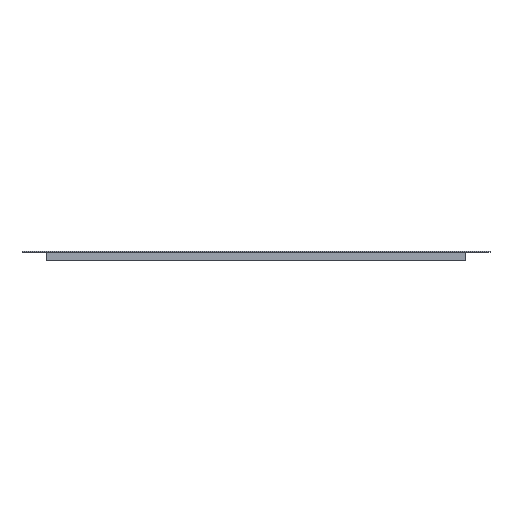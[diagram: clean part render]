
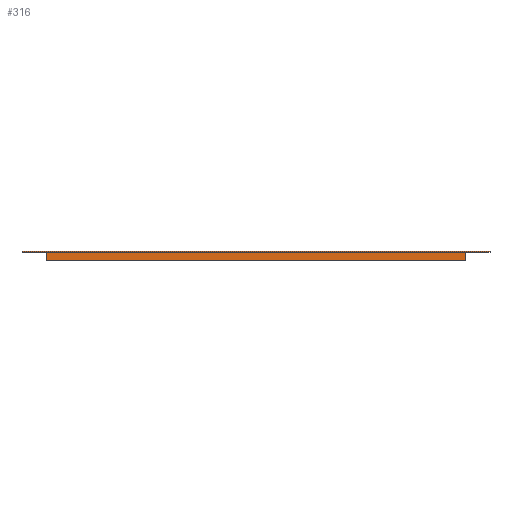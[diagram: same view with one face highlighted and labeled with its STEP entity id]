
A CAD part, front view. The second image highlights one B-rep face of the part: STEP entity #316.
In plain terms, the highlighted planar face has unit normal (0, -1, 0).
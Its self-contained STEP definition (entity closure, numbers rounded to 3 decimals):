
#7 = ORIENTED_EDGE ( 'NONE', *, *, #639, .T. ) ;
#20 = CARTESIAN_POINT ( 'NONE',  ( -365., -250., 1.5 ) ) ;
#25 = LINE ( 'NONE', #820, #1102 ) ;
#52 = CARTESIAN_POINT ( 'NONE',  ( 365., -250., 1.5 ) ) ;
#66 = EDGE_CURVE ( 'NONE', #739, #659, #1017, .T. ) ;
#75 = EDGE_CURVE ( 'NONE', #847, #739, #879, .T. ) ;
#76 = DIRECTION ( 'NONE',  ( -1., 0., 0. ) ) ;
#91 = CARTESIAN_POINT ( 'NONE',  ( -365., -250., 1.5 ) ) ;
#118 = EDGE_CURVE ( 'NONE', #193, #1131, #433, .T. ) ;
#150 = EDGE_CURVE ( 'NONE', #551, #659, #469, .T. ) ;
#161 = CARTESIAN_POINT ( 'NONE',  ( 365., -250., 0. ) ) ;
#163 = CARTESIAN_POINT ( 'NONE',  ( -365., -250., 1.5 ) ) ;
#172 = PLANE ( 'NONE',  #443 ) ;
#193 = VERTEX_POINT ( 'NONE', #91 ) ;
#216 = FACE_OUTER_BOUND ( 'NONE', #571, .T. ) ;
#239 = ORIENTED_EDGE ( 'NONE', *, *, #118, .F. ) ;
#240 = DIRECTION ( 'NONE',  ( 1., 0., 0. ) ) ;
#280 = VERTEX_POINT ( 'NONE', #161 ) ;
#316 = ADVANCED_FACE ( 'NONE', ( #216 ), #172, .F. ) ;
#328 = DIRECTION ( 'NONE',  ( 1., 0., 0. ) ) ;
#374 = DIRECTION ( 'NONE',  ( 0., 0., 1. ) ) ;
#407 = CARTESIAN_POINT ( 'NONE',  ( -365., -250., 0. ) ) ;
#414 = CARTESIAN_POINT ( 'NONE',  ( 327., -250., -13.5 ) ) ;
#427 = DIRECTION ( 'NONE',  ( 0., 0., -1. ) ) ;
#433 = LINE ( 'NONE', #20, #478 ) ;
#443 = AXIS2_PLACEMENT_3D ( 'NONE', #163, #1081, #76 ) ;
#459 = DIRECTION ( 'NONE',  ( -1., 0., 0. ) ) ;
#469 = LINE ( 'NONE', #1161, #1074 ) ;
#478 = VECTOR ( 'NONE', #240, 1000. ) ;
#498 = CARTESIAN_POINT ( 'NONE',  ( 327., -250., -13.5 ) ) ;
#502 = DIRECTION ( 'NONE',  ( 0., 0., 1. ) ) ;
#531 = CARTESIAN_POINT ( 'NONE',  ( -327., -250., -13.5 ) ) ;
#551 = VERTEX_POINT ( 'NONE', #407 ) ;
#571 = EDGE_LOOP ( 'NONE', ( #751, #807, #840, #603, #793, #882, #239, #7 ) ) ;
#584 = DIRECTION ( 'NONE',  ( 1., 0., 0. ) ) ;
#603 = ORIENTED_EDGE ( 'NONE', *, *, #653, .T. ) ;
#629 = LINE ( 'NONE', #956, #1141 ) ;
#639 = EDGE_CURVE ( 'NONE', #193, #551, #1098, .T. ) ;
#653 = EDGE_CURVE ( 'NONE', #847, #730, #25, .T. ) ;
#655 = EDGE_CURVE ( 'NONE', #1131, #280, #1043, .T. ) ;
#659 = VERTEX_POINT ( 'NONE', #771 ) ;
#721 = CARTESIAN_POINT ( 'NONE',  ( -365., -250., 1.5 ) ) ;
#730 = VERTEX_POINT ( 'NONE', #983 ) ;
#739 = VERTEX_POINT ( 'NONE', #1042 ) ;
#751 = ORIENTED_EDGE ( 'NONE', *, *, #150, .T. ) ;
#763 = CARTESIAN_POINT ( 'NONE',  ( 365., -250., 1.5 ) ) ;
#771 = CARTESIAN_POINT ( 'NONE',  ( -327., -250., 0. ) ) ;
#793 = ORIENTED_EDGE ( 'NONE', *, *, #1149, .T. ) ;
#807 = ORIENTED_EDGE ( 'NONE', *, *, #66, .F. ) ;
#820 = CARTESIAN_POINT ( 'NONE',  ( 327., -250., -13.5 ) ) ;
#840 = ORIENTED_EDGE ( 'NONE', *, *, #75, .F. ) ;
#847 = VERTEX_POINT ( 'NONE', #414 ) ;
#879 = LINE ( 'NONE', #498, #976 ) ;
#882 = ORIENTED_EDGE ( 'NONE', *, *, #655, .F. ) ;
#945 = DIRECTION ( 'NONE',  ( 0., 0., -1. ) ) ;
#956 = CARTESIAN_POINT ( 'NONE',  ( -365., -250., 0. ) ) ;
#976 = VECTOR ( 'NONE', #459, 1000. ) ;
#983 = CARTESIAN_POINT ( 'NONE',  ( 327., -250., 0. ) ) ;
#1017 = LINE ( 'NONE', #531, #1111 ) ;
#1029 = VECTOR ( 'NONE', #427, 1000. ) ;
#1042 = CARTESIAN_POINT ( 'NONE',  ( -327., -250., -13.5 ) ) ;
#1043 = LINE ( 'NONE', #52, #1029 ) ;
#1074 = VECTOR ( 'NONE', #328, 1000. ) ;
#1081 = DIRECTION ( 'NONE',  ( 0., 1., 0. ) ) ;
#1098 = LINE ( 'NONE', #721, #1125 ) ;
#1102 = VECTOR ( 'NONE', #374, 1000. ) ;
#1111 = VECTOR ( 'NONE', #502, 1000. ) ;
#1125 = VECTOR ( 'NONE', #945, 1000. ) ;
#1131 = VERTEX_POINT ( 'NONE', #763 ) ;
#1141 = VECTOR ( 'NONE', #584, 1000. ) ;
#1149 = EDGE_CURVE ( 'NONE', #730, #280, #629, .T. ) ;
#1161 = CARTESIAN_POINT ( 'NONE',  ( -365., -250., 0. ) ) ;
